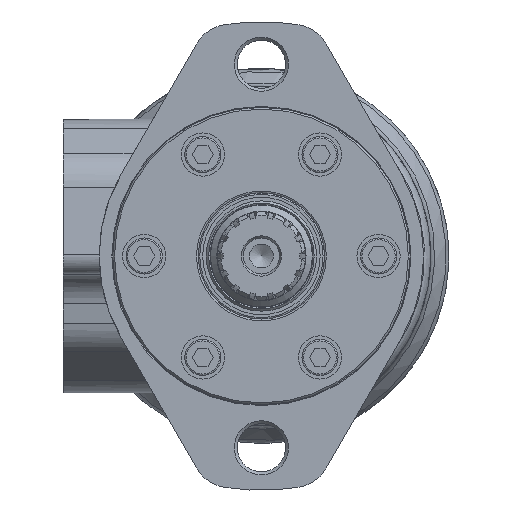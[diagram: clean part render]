
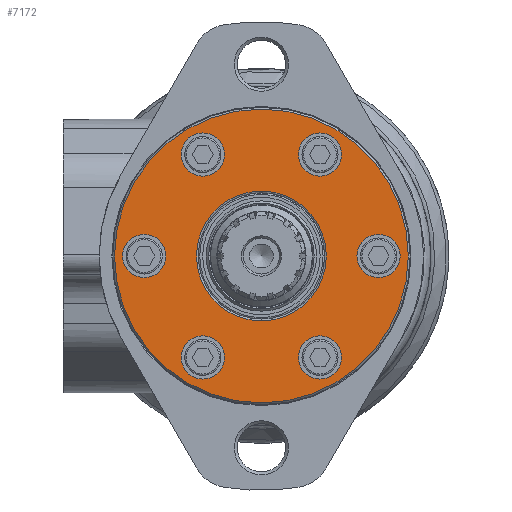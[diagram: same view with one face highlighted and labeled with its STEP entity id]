
A CAD part, left-side view. The second image highlights one B-rep face of the part: STEP entity #7172.
In plain terms, the highlighted planar face has unit normal (-1, 0, 0).
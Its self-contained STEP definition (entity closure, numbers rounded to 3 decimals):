
#712=CIRCLE('',#7864,40.75);
#713=CIRCLE('',#7865,6.);
#714=CIRCLE('',#7866,6.);
#715=CIRCLE('',#7867,6.);
#716=CIRCLE('',#7868,6.);
#717=CIRCLE('',#7869,6.);
#718=CIRCLE('',#7870,6.);
#719=CIRCLE('',#7871,18.);
#1735=ORIENTED_EDGE('',*,*,#3424,.F.);
#1736=ORIENTED_EDGE('',*,*,#3425,.F.);
#1737=ORIENTED_EDGE('',*,*,#3426,.T.);
#1738=ORIENTED_EDGE('',*,*,#3427,.T.);
#1739=ORIENTED_EDGE('',*,*,#3428,.T.);
#1740=ORIENTED_EDGE('',*,*,#3429,.T.);
#1741=ORIENTED_EDGE('',*,*,#3430,.T.);
#1742=ORIENTED_EDGE('',*,*,#3431,.T.);
#3424=EDGE_CURVE('',#4317,#4317,#712,.T.);
#3425=EDGE_CURVE('',#4318,#4318,#713,.F.);
#3426=EDGE_CURVE('',#4319,#4319,#714,.T.);
#3427=EDGE_CURVE('',#4320,#4320,#715,.T.);
#3428=EDGE_CURVE('',#4321,#4321,#716,.T.);
#3429=EDGE_CURVE('',#4322,#4322,#717,.T.);
#3430=EDGE_CURVE('',#4323,#4323,#718,.T.);
#3431=EDGE_CURVE('',#4324,#4324,#719,.T.);
#4317=VERTEX_POINT('',#11821);
#4318=VERTEX_POINT('',#11823);
#4319=VERTEX_POINT('',#11825);
#4320=VERTEX_POINT('',#11827);
#4321=VERTEX_POINT('',#11829);
#4322=VERTEX_POINT('',#11831);
#4323=VERTEX_POINT('',#11833);
#4324=VERTEX_POINT('',#11835);
#5753=EDGE_LOOP('',(#1735));
#5754=EDGE_LOOP('',(#1736));
#5755=EDGE_LOOP('',(#1737));
#5756=EDGE_LOOP('',(#1738));
#5757=EDGE_LOOP('',(#1739));
#5758=EDGE_LOOP('',(#1740));
#5759=EDGE_LOOP('',(#1741));
#5760=EDGE_LOOP('',(#1742));
#6384=FACE_BOUND('',#5753,.T.);
#6385=FACE_BOUND('',#5754,.T.);
#6386=FACE_BOUND('',#5755,.T.);
#6387=FACE_BOUND('',#5756,.T.);
#6388=FACE_BOUND('',#5757,.T.);
#6389=FACE_BOUND('',#5758,.T.);
#6390=FACE_BOUND('',#5759,.T.);
#6391=FACE_BOUND('',#5760,.T.);
#6893=PLANE('',#7863);
#7172=ADVANCED_FACE('',(#6384,#6385,#6386,#6387,#6388,#6389,#6390,#6391),
#6893,.F.);
#7863=AXIS2_PLACEMENT_3D('',#11819,#9287,#9288);
#7864=AXIS2_PLACEMENT_3D('',#11820,#9289,#9290);
#7865=AXIS2_PLACEMENT_3D('',#11822,#9291,#9292);
#7866=AXIS2_PLACEMENT_3D('',#11824,#9293,#9294);
#7867=AXIS2_PLACEMENT_3D('',#11826,#9295,#9296);
#7868=AXIS2_PLACEMENT_3D('',#11828,#9297,#9298);
#7869=AXIS2_PLACEMENT_3D('',#11830,#9299,#9300);
#7870=AXIS2_PLACEMENT_3D('',#11832,#9301,#9302);
#7871=AXIS2_PLACEMENT_3D('',#11834,#9303,#9304);
#9287=DIRECTION('',(1.,0.,0.));
#9288=DIRECTION('',(0.,0.,-1.));
#9289=DIRECTION('',(1.,0.,0.));
#9290=DIRECTION('',(0.,0.,-1.));
#9291=DIRECTION('',(1.,0.,0.));
#9292=DIRECTION('',(0.,0.,-1.));
#9293=DIRECTION('',(1.,0.,0.));
#9294=DIRECTION('',(0.,0.,-1.));
#9295=DIRECTION('',(1.,0.,0.));
#9296=DIRECTION('',(0.,0.,-1.));
#9297=DIRECTION('',(1.,0.,0.));
#9298=DIRECTION('',(0.,0.,-1.));
#9299=DIRECTION('',(1.,0.,0.));
#9300=DIRECTION('',(0.,0.,-1.));
#9301=DIRECTION('',(1.,0.,0.));
#9302=DIRECTION('',(0.,0.,-1.));
#9303=DIRECTION('',(1.,0.,0.));
#9304=DIRECTION('',(0.,0.,-1.));
#11819=CARTESIAN_POINT('',(0.,0.,0.));
#11820=CARTESIAN_POINT('',(0.,0.,0.));
#11821=CARTESIAN_POINT('',(0.,0.,-40.75));
#11822=CARTESIAN_POINT('',(0.,32.5,0.));
#11823=CARTESIAN_POINT('',(0.,32.5,-6.));
#11824=CARTESIAN_POINT('',(0.,16.25,-28.146));
#11825=CARTESIAN_POINT('',(0.,16.25,-34.146));
#11826=CARTESIAN_POINT('',(0.,-16.25,-28.146));
#11827=CARTESIAN_POINT('',(0.,-16.25,-34.146));
#11828=CARTESIAN_POINT('',(0.,-32.5,0.));
#11829=CARTESIAN_POINT('',(0.,-32.5,-6.));
#11830=CARTESIAN_POINT('',(0.,-16.25,28.146));
#11831=CARTESIAN_POINT('',(0.,-16.25,22.146));
#11832=CARTESIAN_POINT('',(0.,16.25,28.146));
#11833=CARTESIAN_POINT('',(0.,16.25,22.146));
#11834=CARTESIAN_POINT('',(0.,0.,0.));
#11835=CARTESIAN_POINT('',(0.,0.,-18.));
